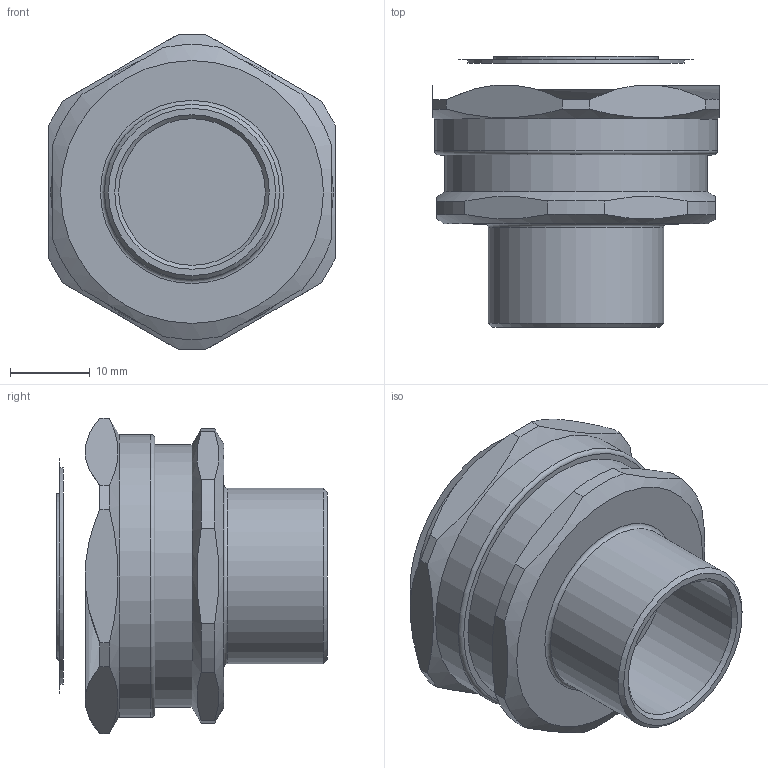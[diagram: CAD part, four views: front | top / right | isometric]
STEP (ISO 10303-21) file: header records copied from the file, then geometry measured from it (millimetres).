
FILE_DESCRIPTION(/* description */ (''),/* implementation_level */ '2;1');
FILE_NAME(/* name */ '',/* time_stamp */ '2025-06-27T11:05:14+07:00',/* author */ ('zeta-72'),/* organization */ (''),/* preprocessor_version */ 'ST-DEVELOPER v19.2',/* originating_system */ 'Autodesk Inventor 2024',/* authorisation */ '');
FILE_SCHEMA (('AUTOMOTIVE_DESIGN { 1 0 10303 214 3 1 1 }'));
Length unit declared in the file: millimetre
Products named in the file (1): Сборка МВВ-М2
0-МР22_Упростить_1
Bounding box: 36 x 34 x 39.57 mm (x, y, z)
Volume: 21042.2 mm3; surface area: 6095.1 mm2
Topology: 1 solids, 1 shells, 53 faces, 129 edges, 84 vertices
Faces by surface type: plane 26, cylinder 15, cone 7, torus 3, bspline 2
Full cylindrical faces by diameter (mm): 18.4 x1, 19.1 x1, 22 x1, 27.2 x1, 33 x1, 35.5 x1
Entity records: 1792 total; most frequent: CARTESIAN_POINT 531, ORIENTED_EDGE 258, DIRECTION 229, EDGE_CURVE 129, AXIS2_PLACEMENT_3D 96, VERTEX_POINT 84, EDGE_LOOP 59, FACE_OUTER_BOUND 53
